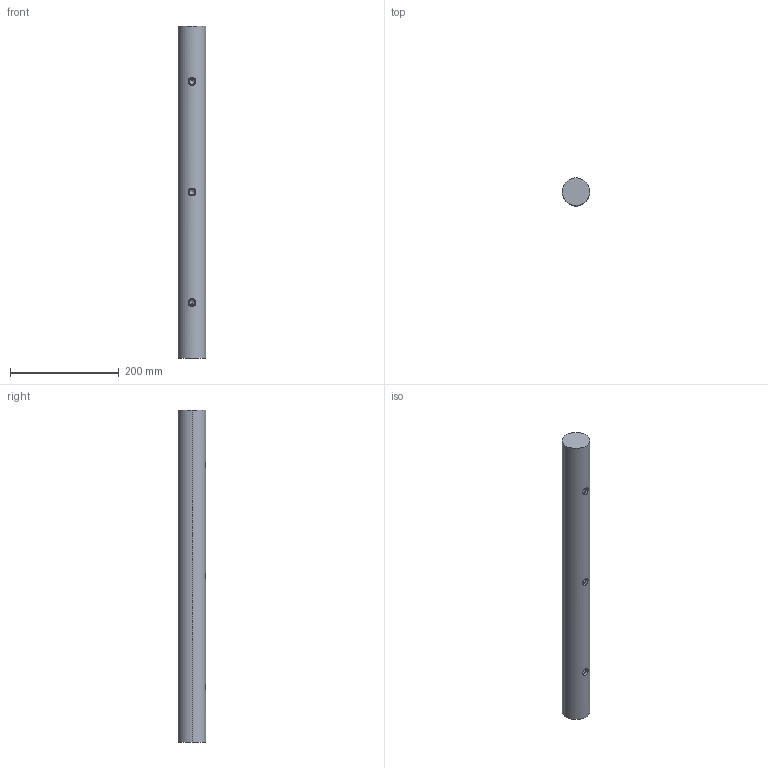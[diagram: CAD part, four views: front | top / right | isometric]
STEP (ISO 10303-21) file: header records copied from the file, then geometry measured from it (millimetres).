
FILE_DESCRIPTION (( 'STEP AP214' ), '1' );
FILE_NAME ('ShaftRailAssembly_7B50F725E4.step', '2021-12-13T16:45:08', ( '' ), ( '' ), 'SwSTEP 2.0', 'SolidWorks 2019', '' );
FILE_SCHEMA (( 'AUTOMOTIVE_DESIGN' ));
Length unit declared in the file: inch
Products named in the file (3): ShaftRailAssembly_7B50F725E4; Bk2DGClp7q_CADModel_0
Assembly tree (1 placements, depth 2):
  ShaftRailAssembly_7B50F725E4
    Bk2DGClp7q_CADModel_0
  Bk2DGClp7q_CADModel_0
Bounding box: 50.8 x 50.8 x 609.6 mm (x, y, z)
Volume: 1223322 mm3; surface area: 105455.1 mm2
Topology: 1 solids, 1 shells, 25 faces, 54 edges, 31 vertices
Faces by surface type: cylinder 14, cone 6, plane 5
Entity records: 1294 total; most frequent: CARTESIAN_POINT 361, DIRECTION 124, ORIENTED_EDGE 96, AXIS2_PLACEMENT_3D 52, EDGE_CURVE 48, EDGE_LOOP 31, VERTEX_POINT 31, DIMENSIONAL_EXPONENTS 29
